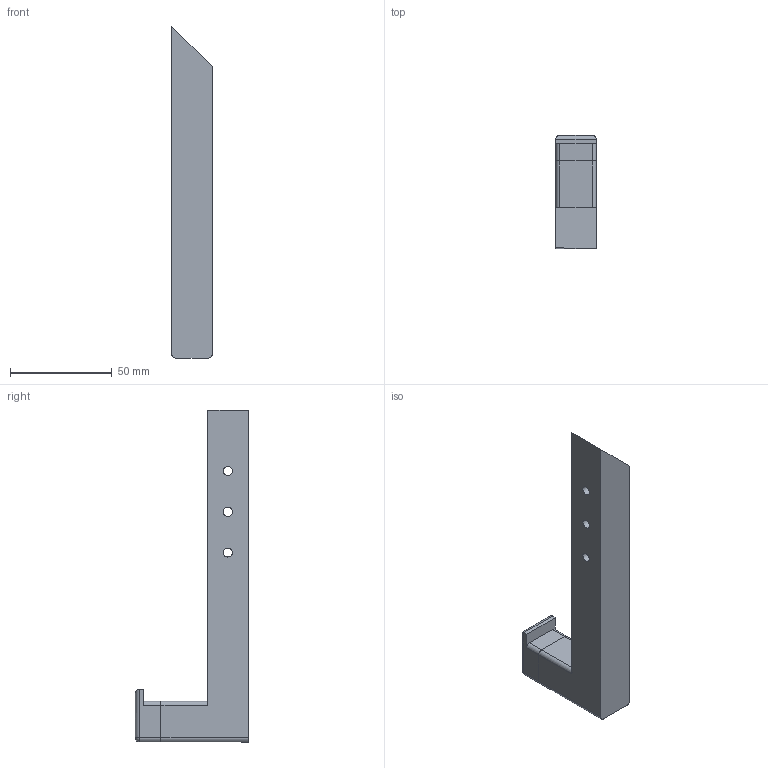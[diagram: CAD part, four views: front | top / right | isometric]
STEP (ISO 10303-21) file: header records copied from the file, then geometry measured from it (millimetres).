
FILE_DESCRIPTION(/* description */ (''),/* implementation_level */ '2;1');
FILE_NAME(/* name */ 'rear_stopper_L.step',/* time_stamp */ '2025-12-23T23:23:30+09:00',/* author */ (''),/* organization */ (''),/* preprocessor_version */ 'ST-DEVELOPER v20.1',/* originating_system */ 'Autodesk Translation Framework v14.21.0.0',/* authorisation */ '');
FILE_SCHEMA (('AUTOMOTIVE_DESIGN { 1 0 10303 214 3 1 1 }','AP242_MANAGED_MODEL_BASED_3D_ENGINEERING_MIM_LF { 1 0 10303 442 3 1 4 }'));
Length unit declared in the file: millimetre
Products named in the file (1): rear_stopper_L
Bounding box: 20 x 55.5 x 163 mm (x, y, z)
Volume: 73718.1 mm3; surface area: 18244.6 mm2
Topology: 2 solids, 2 shells, 50 faces, 121 edges, 76 vertices
Faces by surface type: cylinder 24, plane 20, cone 4, sphere 2
Full cylindrical faces by diameter (mm): 2.8 x4, 4.4 x3, 6 x2, 7 x3
Entity records: 1519 total; most frequent: DIRECTION 265, CARTESIAN_POINT 263, ORIENTED_EDGE 238, EDGE_CURVE 119, AXIS2_PLACEMENT_3D 99, VERTEX_POINT 76, LINE 67, VECTOR 67
